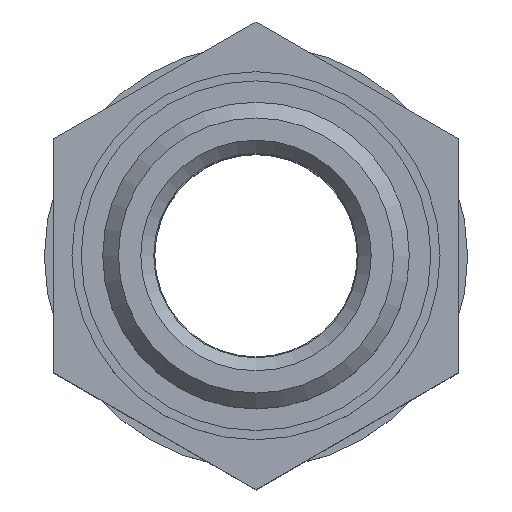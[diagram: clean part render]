
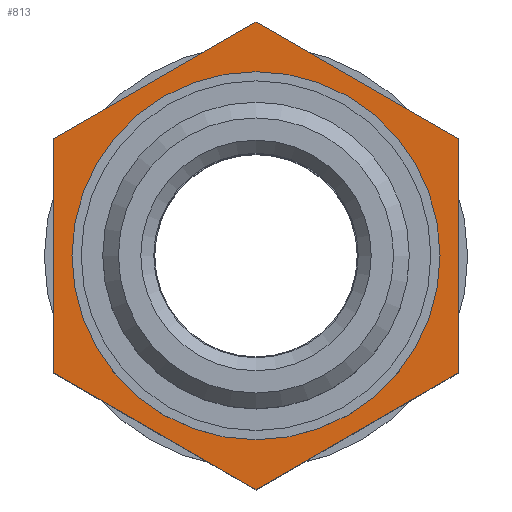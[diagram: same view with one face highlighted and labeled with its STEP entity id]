
A CAD part, top view. The second image highlights one B-rep face of the part: STEP entity #813.
In plain terms, the highlighted planar face has unit normal (0, 0, 1).
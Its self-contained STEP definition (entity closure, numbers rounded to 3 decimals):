
#21=LINE('',#1189,#33);
#23=LINE('',#1193,#35);
#25=LINE('',#1197,#37);
#27=LINE('',#1201,#39);
#29=LINE('',#1205,#41);
#31=LINE('',#1209,#43);
#33=VECTOR('',#978,1000.);
#35=VECTOR('',#982,1000.);
#37=VECTOR('',#986,1000.);
#39=VECTOR('',#990,1000.);
#41=VECTOR('',#994,1000.);
#43=VECTOR('',#998,1000.);
#72=PLANE('',#887);
#102=CIRCLE('',#886,9.5);
#204=ORIENTED_EDGE('',*,*,#260,.T.);
#205=ORIENTED_EDGE('',*,*,#258,.T.);
#206=ORIENTED_EDGE('',*,*,#256,.T.);
#207=ORIENTED_EDGE('',*,*,#266,.T.);
#208=ORIENTED_EDGE('',*,*,#264,.T.);
#209=ORIENTED_EDGE('',*,*,#262,.T.);
#210=ORIENTED_EDGE('',*,*,#276,.T.);
#256=EDGE_CURVE('',#308,#307,#21,.T.);
#258=EDGE_CURVE('',#309,#308,#23,.T.);
#260=EDGE_CURVE('',#310,#309,#25,.T.);
#262=EDGE_CURVE('',#311,#310,#27,.T.);
#264=EDGE_CURVE('',#312,#311,#29,.T.);
#266=EDGE_CURVE('',#307,#312,#31,.T.);
#276=EDGE_CURVE('',#322,#322,#102,.T.);
#307=VERTEX_POINT('',#1188);
#308=VERTEX_POINT('',#1190);
#309=VERTEX_POINT('',#1194);
#310=VERTEX_POINT('',#1198);
#311=VERTEX_POINT('',#1202);
#312=VERTEX_POINT('',#1206);
#322=VERTEX_POINT('',#1238);
#395=EDGE_LOOP('',(#204,#205,#206,#207,#208,#209));
#396=EDGE_LOOP('',(#210));
#465=FACE_BOUND('',#395,.T.);
#466=FACE_BOUND('',#396,.T.);
#813=ADVANCED_FACE('',(#465,#466),#72,.F.);
#886=AXIS2_PLACEMENT_3D('',#1237,#1035,#1036);
#887=AXIS2_PLACEMENT_3D('',#1239,#1037,#1038);
#978=DIRECTION('',(0.,-1.,0.));
#982=DIRECTION('',(-0.866,-0.5,0.));
#986=DIRECTION('',(-0.866,0.5,0.));
#990=DIRECTION('',(0.,1.,0.));
#994=DIRECTION('',(0.866,0.5,0.));
#998=DIRECTION('',(0.866,-0.5,0.));
#1035=DIRECTION('',(0.,0.,-1.));
#1036=DIRECTION('',(-1.,0.,0.));
#1037=DIRECTION('',(0.,0.,-1.));
#1038=DIRECTION('',(-1.,0.,0.));
#1188=CARTESIAN_POINT('',(-11.,-6.351,-2.4));
#1189=CARTESIAN_POINT('',(-11.,6.351,-2.4));
#1190=CARTESIAN_POINT('',(-11.,6.351,-2.4));
#1193=CARTESIAN_POINT('',(0.,12.702,-2.4));
#1194=CARTESIAN_POINT('',(0.,12.702,-2.4));
#1197=CARTESIAN_POINT('',(11.,6.351,-2.4));
#1198=CARTESIAN_POINT('',(11.,6.351,-2.4));
#1201=CARTESIAN_POINT('',(11.,-6.351,-2.4));
#1202=CARTESIAN_POINT('',(11.,-6.351,-2.4));
#1205=CARTESIAN_POINT('',(0.,-12.702,-2.4));
#1206=CARTESIAN_POINT('',(0.,-12.702,-2.4));
#1209=CARTESIAN_POINT('',(-11.,-6.351,-2.4));
#1237=CARTESIAN_POINT('',(0.,0.,-2.4));
#1238=CARTESIAN_POINT('',(-9.5,0.,-2.4));
#1239=CARTESIAN_POINT('',(0.,0.,-2.4));
